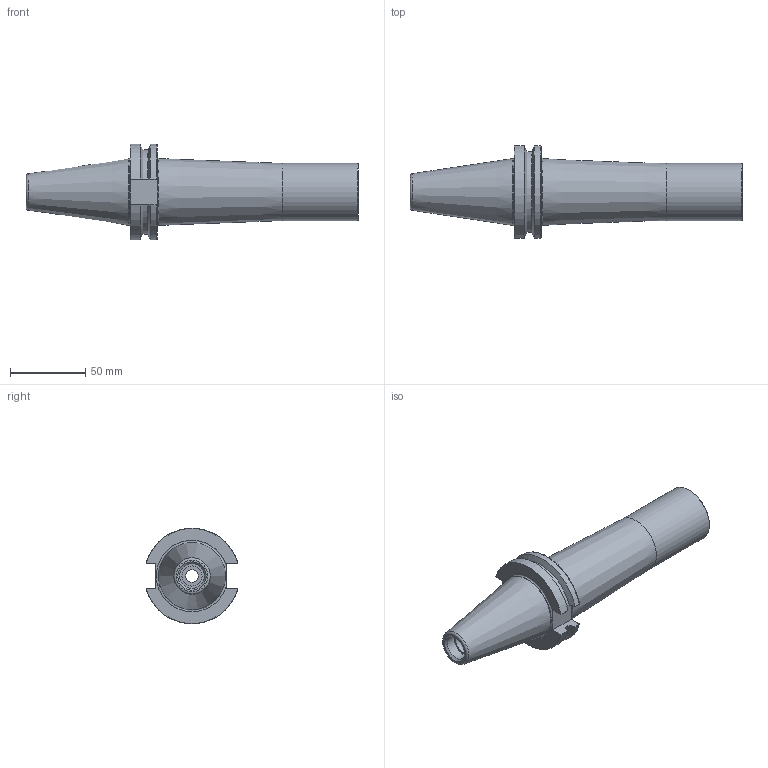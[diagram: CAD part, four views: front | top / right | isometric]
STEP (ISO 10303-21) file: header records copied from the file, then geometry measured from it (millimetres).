
FILE_DESCRIPTION(/* description */ (''),/* implementation_level */ '2;1');
FILE_NAME(/* name */ 'CAT40 SSA1.0-6.0DKT.step',/* time_stamp */ '2025-08-08T09:22:29-05:00',/* author */ (''),/* organization */ (''),/* preprocessor_version */ 'ST-DEVELOPER v20.1',/* originating_system */ 'Autodesk Translation Framework v14.10.0.0',/* authorisation */ '');
FILE_SCHEMA (('AUTOMOTIVE_DESIGN { 1 0 10303 214 3 1 1 }'));
Length unit declared in the file: inch
Products named in the file (7): CAT40 Dual Contact Template; CAT40 Dual Contact 2.69 v1; CAT40 EM20-63; CAT40 Dual Contact Template_1; CAT40 Dual Contact 2.69 v1_1; BT40 EM.750-2.5D; BT40 Standard Template
Assembly tree (6 placements, depth 5):
  CAT40 Dual Contact Template
    CAT40 Dual Contact 2.69 v1
    CAT40 EM20-63
      CAT40 Dual Contact Template_1
        CAT40 Dual Contact 2.69 v1_1
        BT40 EM.750-2.5D
          BT40 Standard Template
Bounding box: 220.73 x 61.14 x 63.26 mm (x, y, z)
Volume: 252988.5 mm3; surface area: 41516.6 mm2
Topology: 1 solids, 1 shells, 85 faces, 224 edges, 144 vertices
Faces by surface type: plane 37, bspline 16, cylinder 13, cone 12, torus 7
Full cylindrical faces by diameter (mm): 8.458 x1, 11.112 x1, 13.386 x1, 16.256 x1, 38.024 x1, 44.45 x1
Entity records: 3476 total; most frequent: CARTESIAN_POINT 1219, ORIENTED_EDGE 446, DIRECTION 398, EDGE_CURVE 223, VERTEX_POINT 144, AXIS2_PLACEMENT_3D 140, LINE 118, VECTOR 118
